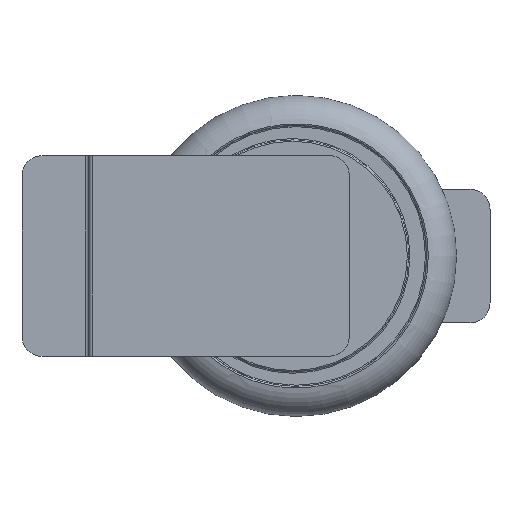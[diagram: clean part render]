
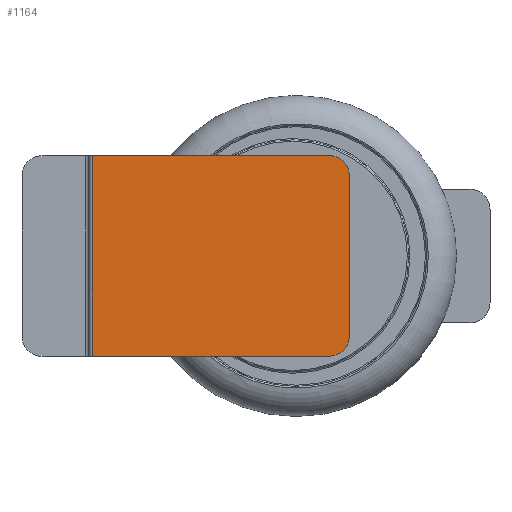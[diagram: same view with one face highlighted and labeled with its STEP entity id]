
A CAD part, top view. The second image highlights one B-rep face of the part: STEP entity #1164.
In plain terms, the highlighted planar face has unit normal (0, 0, 1).
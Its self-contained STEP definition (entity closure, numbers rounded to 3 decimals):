
#884 = EDGE_CURVE('',#885,#887,#889,.T.);
#885 = VERTEX_POINT('',#886);
#886 = CARTESIAN_POINT('',(1.244,-1.5,1.71));
#887 = VERTEX_POINT('',#888);
#888 = CARTESIAN_POINT('',(-2.3,-1.5,1.71));
#889 = LINE('',#890,#891);
#890 = CARTESIAN_POINT('',(1.544,-1.5,1.71));
#891 = VECTOR('',#892,1.);
#892 = DIRECTION('',(-1.,0.,0.));
#986 = EDGE_CURVE('',#987,#885,#989,.T.);
#987 = VERTEX_POINT('',#988);
#988 = CARTESIAN_POINT('',(1.544,-1.2,1.71));
#989 = CIRCLE('',#990,0.3);
#990 = AXIS2_PLACEMENT_3D('',#991,#992,#993);
#991 = CARTESIAN_POINT('',(1.244,-1.2,1.71));
#992 = DIRECTION('',(0.,0.,-1.));
#993 = DIRECTION('',(0.,1.,0.));
#1011 = VERTEX_POINT('',#1012);
#1012 = CARTESIAN_POINT('',(1.544,1.2,1.71));
#1018 = EDGE_CURVE('',#987,#1011,#1019,.T.);
#1019 = LINE('',#1020,#1021);
#1020 = CARTESIAN_POINT('',(1.544,-1.5,1.71));
#1021 = VECTOR('',#1022,1.);
#1022 = DIRECTION('',(0.,1.,0.));
#1035 = VERTEX_POINT('',#1036);
#1036 = CARTESIAN_POINT('',(1.244,1.5,1.71));
#1042 = EDGE_CURVE('',#1011,#1035,#1043,.T.);
#1043 = CIRCLE('',#1044,0.3);
#1044 = AXIS2_PLACEMENT_3D('',#1045,#1046,#1047);
#1045 = CARTESIAN_POINT('',(1.244,1.2,1.71));
#1046 = DIRECTION('',(0.,0.,1.));
#1047 = DIRECTION('',(0.,1.,0.));
#1058 = EDGE_CURVE('',#1035,#1059,#1061,.T.);
#1059 = VERTEX_POINT('',#1060);
#1060 = CARTESIAN_POINT('',(-2.3,1.5,1.71));
#1061 = LINE('',#1062,#1063);
#1062 = CARTESIAN_POINT('',(1.544,1.5,1.71));
#1063 = VECTOR('',#1064,1.);
#1064 = DIRECTION('',(-1.,0.,0.));
#1164 = ADVANCED_FACE('',(#1165),#1178,.T.);
#1165 = FACE_BOUND('',#1166,.T.);
#1166 = EDGE_LOOP('',(#1167,#1168,#1169,#1170,#1171,#1172));
#1167 = ORIENTED_EDGE('',*,*,#884,.F.);
#1168 = ORIENTED_EDGE('',*,*,#986,.F.);
#1169 = ORIENTED_EDGE('',*,*,#1018,.T.);
#1170 = ORIENTED_EDGE('',*,*,#1042,.T.);
#1171 = ORIENTED_EDGE('',*,*,#1058,.T.);
#1172 = ORIENTED_EDGE('',*,*,#1173,.F.);
#1173 = EDGE_CURVE('',#887,#1059,#1174,.T.);
#1174 = LINE('',#1175,#1176);
#1175 = CARTESIAN_POINT('',(-2.3,-1.5,1.71));
#1176 = VECTOR('',#1177,1.);
#1177 = DIRECTION('',(0.,1.,0.));
#1178 = PLANE('',#1179);
#1179 = AXIS2_PLACEMENT_3D('',#1180,#1181,#1182);
#1180 = CARTESIAN_POINT('',(1.544,-1.5,1.71));
#1181 = DIRECTION('',(0.,0.,1.));
#1182 = DIRECTION('',(-1.,0.,0.));
